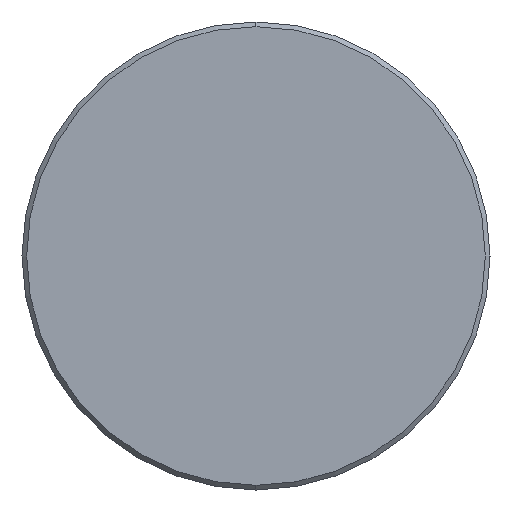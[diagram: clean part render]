
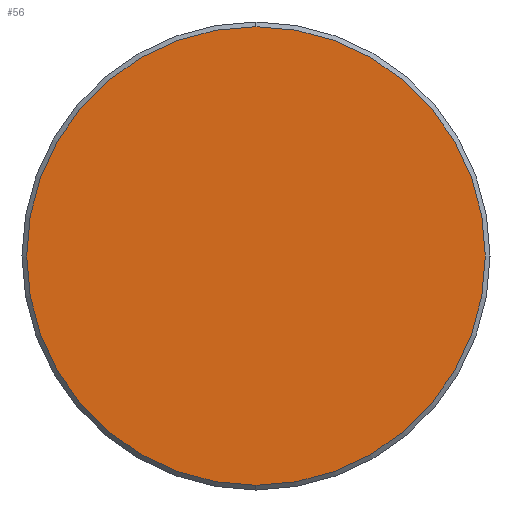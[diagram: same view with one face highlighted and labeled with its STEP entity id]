
A CAD part, left-side view. The second image highlights one B-rep face of the part: STEP entity #56.
In plain terms, the highlighted planar face has unit normal (-1, 0, 0).
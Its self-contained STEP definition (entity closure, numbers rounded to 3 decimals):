
#7 = EDGE_LOOP ( 'NONE', ( #77, #72 ) ) ;
#23 = CARTESIAN_POINT ( 'NONE',  ( -133.9, -14.876, 14.876 ) ) ;
#44 = CARTESIAN_POINT ( 'NONE',  ( -133.9, 0., 14.7 ) ) ;
#56 = ADVANCED_FACE ( 'NONE', ( #213 ), #109, .F. ) ;
#72 = ORIENTED_EDGE ( 'NONE', *, *, #374, .T. ) ;
#77 = ORIENTED_EDGE ( 'NONE', *, *, #130, .T. ) ;
#109 = PLANE ( 'NONE',  #118 ) ;
#118 = AXIS2_PLACEMENT_3D ( 'NONE', #23, #188, #309 ) ;
#130 = EDGE_CURVE ( 'NONE', #416, #307, #161, .T. ) ;
#139 = CIRCLE ( 'NONE', #148, 14.7 ) ;
#148 = AXIS2_PLACEMENT_3D ( 'NONE', #335, #225, #430 ) ;
#161 = CIRCLE ( 'NONE', #388, 14.7 ) ;
#188 = DIRECTION ( 'NONE',  ( 1., 0., 0. ) ) ;
#192 = CARTESIAN_POINT ( 'NONE',  ( -133.9, 0., -14.7 ) ) ;
#213 = FACE_OUTER_BOUND ( 'NONE', #7, .T. ) ;
#225 = DIRECTION ( 'NONE',  ( -1., 0., 0. ) ) ;
#226 = CARTESIAN_POINT ( 'NONE',  ( -133.9, 0., 0. ) ) ;
#256 = DIRECTION ( 'NONE',  ( 0., 0., -1. ) ) ;
#261 = DIRECTION ( 'NONE',  ( -1., 0., 0. ) ) ;
#307 = VERTEX_POINT ( 'NONE', #44 ) ;
#309 = DIRECTION ( 'NONE',  ( 0., 0., -1. ) ) ;
#335 = CARTESIAN_POINT ( 'NONE',  ( -133.9, 0., 0. ) ) ;
#374 = EDGE_CURVE ( 'NONE', #307, #416, #139, .T. ) ;
#388 = AXIS2_PLACEMENT_3D ( 'NONE', #226, #261, #256 ) ;
#416 = VERTEX_POINT ( 'NONE', #192 ) ;
#430 = DIRECTION ( 'NONE',  ( 0., 0., -1. ) ) ;
